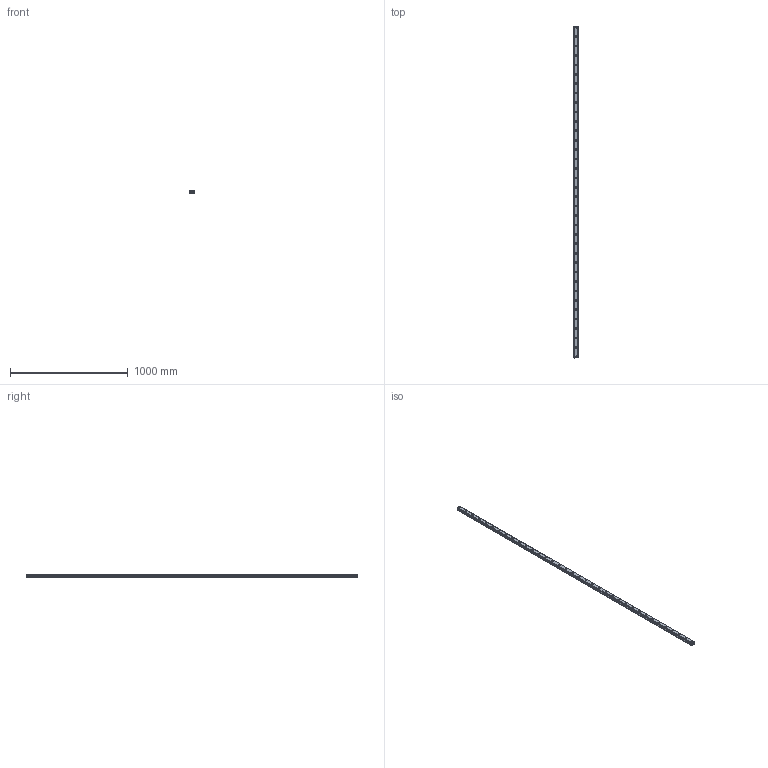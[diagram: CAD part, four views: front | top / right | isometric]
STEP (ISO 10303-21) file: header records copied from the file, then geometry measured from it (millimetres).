
FILE_DESCRIPTION(('STEP AP214'),'1');
FILE_NAME('cctmp_A9B1B3EE-3A3B-4A3B-8241-FF2316813817_2021_02_12_13_29_24_0122..stp','2021-02-12T12:29:24',('HIWIN GmbH'),('CADClick - www.CADClick.com'),'Spatial InterOp 3D',' ','unknown authorization');
FILE_SCHEMA(('AUTOMOTIVE_DESIGN'));
Length unit declared in the file: millimetre
Products named in the file (1): EGR35R2820C_FILE
Bounding box: 34 x 2820 x 27.5 mm (x, y, z)
Volume: 2218534.5 mm3; surface area: 396105.8 mm2
Topology: 1 solids, 1 shells, 431 faces, 951 edges, 634 vertices
Faces by surface type: cylinder 234, plane 197
Entity records: 15545 total; most frequent: DIRECTION 2283, CARTESIAN_POINT 2017, ORIENTED_EDGE 1902, EDGE_CURVE 951, AXIS2_PLACEMENT_3D 900, VERTEX_POINT 634, EDGE_LOOP 543, LINE 483
